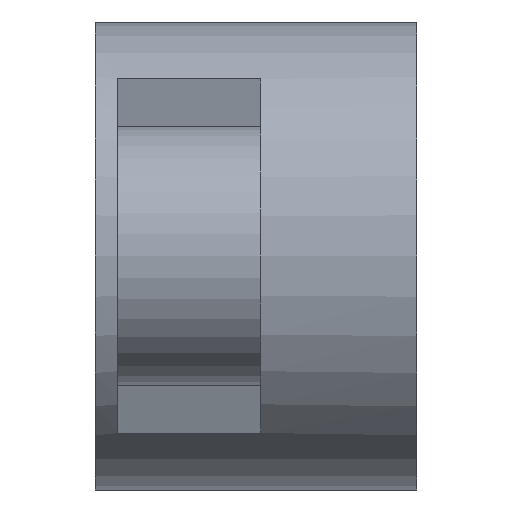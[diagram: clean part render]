
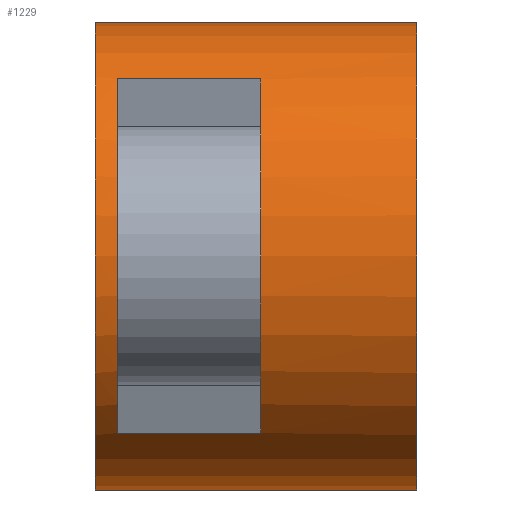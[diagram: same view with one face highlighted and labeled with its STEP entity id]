
A CAD part, left-side view. The second image highlights one B-rep face of the part: STEP entity #1229.
In plain terms, the highlighted cylindrical face has radius 3.43 mm (diameter 6.86 mm), a partial arc.
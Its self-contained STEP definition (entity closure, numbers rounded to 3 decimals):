
#7 = EDGE_CURVE ( 'NONE', #644, #44, #1453, .T. ) ;
#17 = VECTOR ( 'NONE', #1473, 1000. ) ;
#19 = CIRCLE ( 'NONE', #42, 3.43 ) ;
#20 = DIRECTION ( 'NONE',  ( 0., 0., -1. ) ) ;
#33 = DIRECTION ( 'NONE',  ( 0., 0., 1. ) ) ;
#42 = AXIS2_PLACEMENT_3D ( 'NONE', #961, #1443, #33 ) ;
#44 = VERTEX_POINT ( 'NONE', #486 ) ;
#49 = FACE_OUTER_BOUND ( 'NONE', #546, .T. ) ;
#100 = CARTESIAN_POINT ( 'NONE',  ( -2.243, 4.385, 2.595 ) ) ;
#111 = EDGE_CURVE ( 'NONE', #311, #1234, #19, .T. ) ;
#137 = CARTESIAN_POINT ( 'NONE',  ( -2.243, 2.285, 2.595 ) ) ;
#170 = VERTEX_POINT ( 'NONE', #451 ) ;
#185 = VECTOR ( 'NONE', #1477, 1000. ) ;
#200 = CIRCLE ( 'NONE', #1336, 3.43 ) ;
#306 = DIRECTION ( 'NONE',  ( 0., 1., 0. ) ) ;
#307 = ORIENTED_EDGE ( 'NONE', *, *, #1378, .F. ) ;
#311 = VERTEX_POINT ( 'NONE', #814 ) ;
#320 = DIRECTION ( 'NONE',  ( 0., 1., 0. ) ) ;
#326 = AXIS2_PLACEMENT_3D ( 'NONE', #1363, #306, #1016 ) ;
#345 = CARTESIAN_POINT ( 'NONE',  ( 0., 0., -3.43 ) ) ;
#357 = LINE ( 'NONE', #685, #822 ) ;
#371 = EDGE_CURVE ( 'NONE', #819, #442, #200, .T. ) ;
#377 = AXIS2_PLACEMENT_3D ( 'NONE', #1465, #1231, #20 ) ;
#378 = EDGE_CURVE ( 'NONE', #311, #819, #357, .T. ) ;
#417 = CIRCLE ( 'NONE', #634, 3.43 ) ;
#420 = CARTESIAN_POINT ( 'NONE',  ( 0., 4.715, 3.43 ) ) ;
#434 = LINE ( 'NONE', #784, #185 ) ;
#442 = VERTEX_POINT ( 'NONE', #100 ) ;
#451 = CARTESIAN_POINT ( 'NONE',  ( 0., 4.715, 3.43 ) ) ;
#469 = ORIENTED_EDGE ( 'NONE', *, *, #974, .T. ) ;
#486 = CARTESIAN_POINT ( 'NONE',  ( 0., 0., 3.43 ) ) ;
#515 = CARTESIAN_POINT ( 'NONE',  ( 0., 4.715, -3.43 ) ) ;
#546 = EDGE_LOOP ( 'NONE', ( #568, #307, #469, #1448 ) ) ;
#567 = ORIENTED_EDGE ( 'NONE', *, *, #378, .T. ) ;
#568 = ORIENTED_EDGE ( 'NONE', *, *, #1360, .F. ) ;
#609 = CARTESIAN_POINT ( 'NONE',  ( -2.243, 4.385, -2.595 ) ) ;
#634 = AXIS2_PLACEMENT_3D ( 'NONE', #1352, #767, #1241 ) ;
#644 = VERTEX_POINT ( 'NONE', #345 ) ;
#674 = CARTESIAN_POINT ( 'NONE',  ( -2.243, 2.285, 2.595 ) ) ;
#685 = CARTESIAN_POINT ( 'NONE',  ( -2.243, 2.285, -2.595 ) ) ;
#705 = DIRECTION ( 'NONE',  ( 0., 0., 1. ) ) ;
#712 = DIRECTION ( 'NONE',  ( 0., 1., 0. ) ) ;
#728 = CYLINDRICAL_SURFACE ( 'NONE', #377, 3.43 ) ;
#767 = DIRECTION ( 'NONE',  ( 0., 1., 0. ) ) ;
#784 = CARTESIAN_POINT ( 'NONE',  ( 0., 4.715, -3.43 ) ) ;
#814 = CARTESIAN_POINT ( 'NONE',  ( -2.243, 2.285, -2.595 ) ) ;
#819 = VERTEX_POINT ( 'NONE', #609 ) ;
#822 = VECTOR ( 'NONE', #944, 1000. ) ;
#887 = VERTEX_POINT ( 'NONE', #515 ) ;
#944 = DIRECTION ( 'NONE',  ( 0., 1., 0. ) ) ;
#961 = CARTESIAN_POINT ( 'NONE',  ( 0., 2.285, 0. ) ) ;
#974 = EDGE_CURVE ( 'NONE', #887, #644, #434, .T. ) ;
#994 = ORIENTED_EDGE ( 'NONE', *, *, #111, .F. ) ;
#1016 = DIRECTION ( 'NONE',  ( 0., 0., 1. ) ) ;
#1017 = EDGE_LOOP ( 'NONE', ( #994, #567, #1457, #1279 ) ) ;
#1146 = LINE ( 'NONE', #420, #17 ) ;
#1229 = ADVANCED_FACE ( 'NONE', ( #49, #1346 ), #728, .T. ) ;
#1231 = DIRECTION ( 'NONE',  ( 0., -1., 0. ) ) ;
#1234 = VERTEX_POINT ( 'NONE', #137 ) ;
#1241 = DIRECTION ( 'NONE',  ( 0., 0., 1. ) ) ;
#1261 = VECTOR ( 'NONE', #320, 1000. ) ;
#1279 = ORIENTED_EDGE ( 'NONE', *, *, #1356, .F. ) ;
#1280 = CARTESIAN_POINT ( 'NONE',  ( 0., 4.385, 0. ) ) ;
#1336 = AXIS2_PLACEMENT_3D ( 'NONE', #1280, #712, #705 ) ;
#1346 = FACE_BOUND ( 'NONE', #1017, .T. ) ;
#1352 = CARTESIAN_POINT ( 'NONE',  ( 0., 4.715, 0. ) ) ;
#1356 = EDGE_CURVE ( 'NONE', #1234, #442, #1377, .T. ) ;
#1360 = EDGE_CURVE ( 'NONE', #170, #44, #1146, .T. ) ;
#1363 = CARTESIAN_POINT ( 'NONE',  ( 0., 0., 0. ) ) ;
#1377 = LINE ( 'NONE', #674, #1261 ) ;
#1378 = EDGE_CURVE ( 'NONE', #887, #170, #417, .T. ) ;
#1443 = DIRECTION ( 'NONE',  ( 0., 1., 0. ) ) ;
#1448 = ORIENTED_EDGE ( 'NONE', *, *, #7, .T. ) ;
#1453 = CIRCLE ( 'NONE', #326, 3.43 ) ;
#1457 = ORIENTED_EDGE ( 'NONE', *, *, #371, .T. ) ;
#1465 = CARTESIAN_POINT ( 'NONE',  ( 0., 4.715, 0. ) ) ;
#1473 = DIRECTION ( 'NONE',  ( 0., -1., 0. ) ) ;
#1477 = DIRECTION ( 'NONE',  ( 0., -1., 0. ) ) ;
